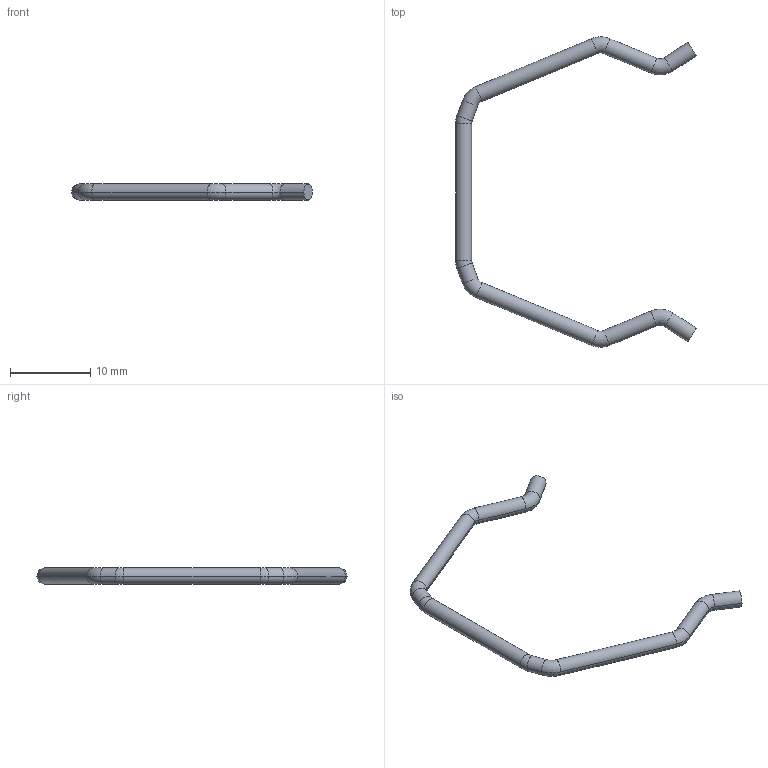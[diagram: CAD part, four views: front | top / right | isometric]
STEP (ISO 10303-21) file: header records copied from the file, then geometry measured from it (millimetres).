
FILE_DESCRIPTION(('CATIA V5 STEP Exchange','CAx-IF Rec.Pracs.--- Model Styling and Organization---1.4--- 2014-01-23'),'2;1');
FILE_NAME ('370741-1_1', '2019-08-25T11:06:00+00:00', ('none'), ('Weidmueller'), 'CATIA Version 5-6 Release 2016 SP3 HF44', 'CATIA V5 STEP AP214', 'none');
FILE_SCHEMA(('AUTOMOTIVE_DESIGN { 1 0 10303 214 1 1 1 1 }'));
Length unit declared in the file: millimetre
Products named in the file (1): 2447780000
Bounding box: 30.04 x 38.66 x 2 mm (x, y, z)
Volume: 262.5 mm3; surface area: 531.3 mm2
Topology: 1 solids, 1 shells, 36 faces, 72 edges, 38 vertices
Faces by surface type: cylinder 18, torus 16, plane 2
Entity records: 813 total; most frequent: ORIENTED_EDGE 144, CARTESIAN_POINT 130, DIRECTION 110, AXIS2_PLACEMENT_3D 72, EDGE_CURVE 72, CIRCLE 52, VERTEX_POINT 38, ADVANCED_FACE 36
